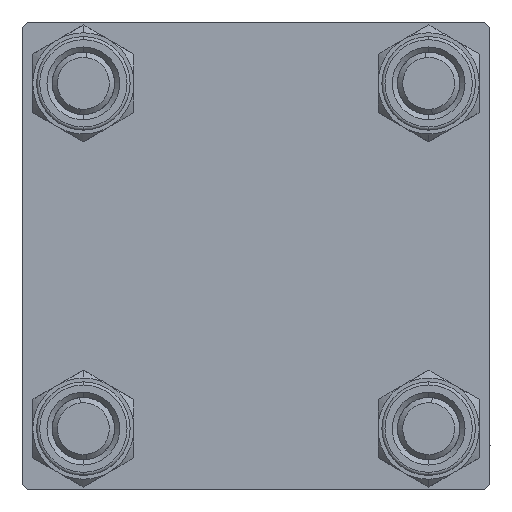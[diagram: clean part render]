
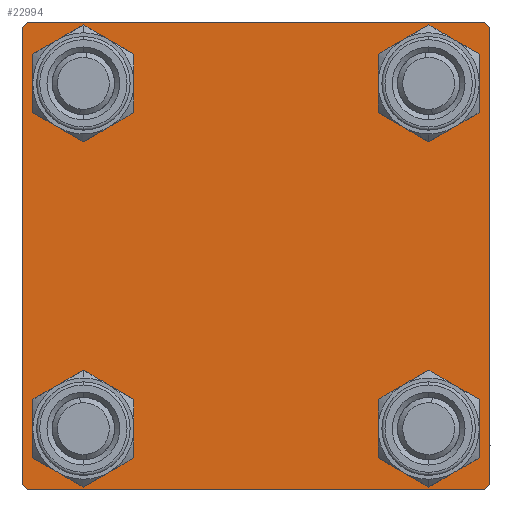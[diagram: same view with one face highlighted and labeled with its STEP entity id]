
A CAD part, left-side view. The second image highlights one B-rep face of the part: STEP entity #22994.
In plain terms, the highlighted planar face has unit normal (-1, 0, 0).
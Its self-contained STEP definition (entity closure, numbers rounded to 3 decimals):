
#704 = EDGE_LOOP ( 'NONE', ( #27444, #29182 ) ) ;
#928 = DIRECTION ( 'NONE',  ( 0., 0.707, -0.707 ) ) ;
#992 = CARTESIAN_POINT ( 'NONE',  ( 0., -22.5, 22.5 ) ) ;
#1114 = CIRCLE ( 'NONE', #28884, 3.5 ) ;
#1545 = CARTESIAN_POINT ( 'NONE',  ( 0., 22.5, 22. ) ) ;
#2016 = VERTEX_POINT ( 'NONE', #46791 ) ;
#2786 = FACE_BOUND ( 'NONE', #704, .T. ) ;
#2853 = EDGE_LOOP ( 'NONE', ( #41322, #27110 ) ) ;
#2886 = EDGE_CURVE ( 'NONE', #6555, #13410, #20675, .T. ) ;
#3728 = EDGE_CURVE ( 'NONE', #10209, #31079, #1114, .T. ) ;
#4375 = CARTESIAN_POINT ( 'NONE',  ( 0., -16.6, -20.1 ) ) ;
#4575 = DIRECTION ( 'NONE',  ( 0., 0., 1. ) ) ;
#4633 = DIRECTION ( 'NONE',  ( 0., 0., 1. ) ) ;
#5644 = CARTESIAN_POINT ( 'NONE',  ( 0., -22.5, -22. ) ) ;
#5719 = EDGE_CURVE ( 'NONE', #25630, #2016, #41430, .T. ) ;
#6401 = CARTESIAN_POINT ( 'NONE',  ( 0., -22.25, 22.25 ) ) ;
#6436 = ORIENTED_EDGE ( 'NONE', *, *, #27780, .T. ) ;
#6555 = VERTEX_POINT ( 'NONE', #4375 ) ;
#6911 = ORIENTED_EDGE ( 'NONE', *, *, #25689, .T. ) ;
#7504 = ORIENTED_EDGE ( 'NONE', *, *, #13224, .T. ) ;
#7528 = CARTESIAN_POINT ( 'NONE',  ( 0., 22., 22.5 ) ) ;
#8527 = ORIENTED_EDGE ( 'NONE', *, *, #42144, .T. ) ;
#8534 = DIRECTION ( 'NONE',  ( 0., 0., 1. ) ) ;
#9221 = DIRECTION ( 'NONE',  ( 0., -0.707, 0.707 ) ) ;
#9532 = CARTESIAN_POINT ( 'NONE',  ( 0., 16.6, 20.1 ) ) ;
#9533 = VERTEX_POINT ( 'NONE', #9532 ) ;
#9952 = CIRCLE ( 'NONE', #37717, 3.5 ) ;
#10209 = VERTEX_POINT ( 'NONE', #22599 ) ;
#10328 = VECTOR ( 'NONE', #45954, 1000. ) ;
#10330 = ORIENTED_EDGE ( 'NONE', *, *, #15156, .F. ) ;
#10526 = ORIENTED_EDGE ( 'NONE', *, *, #44166, .T. ) ;
#11750 = DIRECTION ( 'NONE',  ( 1., 0., 0. ) ) ;
#11751 = LINE ( 'NONE', #992, #32780 ) ;
#12021 = CARTESIAN_POINT ( 'NONE',  ( 0., -22.5, 22. ) ) ;
#12730 = EDGE_LOOP ( 'NONE', ( #10526, #6436 ) ) ;
#12783 = CARTESIAN_POINT ( 'NONE',  ( 0., -16.6, -13.1 ) ) ;
#13224 = EDGE_CURVE ( 'NONE', #22077, #39362, #33258, .T. ) ;
#13302 = CARTESIAN_POINT ( 'NONE',  ( 0., -22.25, -22.25 ) ) ;
#13410 = VERTEX_POINT ( 'NONE', #12783 ) ;
#13487 = EDGE_LOOP ( 'NONE', ( #45484, #34101, #31641, #6911, #44987, #7504, #10330, #34979 ) ) ;
#13677 = AXIS2_PLACEMENT_3D ( 'NONE', #46767, #11750, #4575 ) ;
#14368 = AXIS2_PLACEMENT_3D ( 'NONE', #18127, #45732, #18377 ) ;
#15107 = CARTESIAN_POINT ( 'NONE',  ( 0., 16.6, -20.1 ) ) ;
#15134 = CARTESIAN_POINT ( 'NONE',  ( 0., 16.6, -16.6 ) ) ;
#15156 = EDGE_CURVE ( 'NONE', #38621, #39362, #34258, .T. ) ;
#16401 = CARTESIAN_POINT ( 'NONE',  ( 0., -16.6, 16.6 ) ) ;
#16956 = DIRECTION ( 'NONE',  ( 1., 0., 0. ) ) ;
#17124 = VERTEX_POINT ( 'NONE', #15107 ) ;
#18127 = CARTESIAN_POINT ( 'NONE',  ( 0., 0., 0. ) ) ;
#18375 = VECTOR ( 'NONE', #33622, 1000. ) ;
#18377 = DIRECTION ( 'NONE',  ( 0., 0., 1. ) ) ;
#19840 = CIRCLE ( 'NONE', #42667, 3.5 ) ;
#19955 = VERTEX_POINT ( 'NONE', #43668 ) ;
#20675 = CIRCLE ( 'NONE', #40280, 3.5 ) ;
#20963 = VECTOR ( 'NONE', #23250, 1000. ) ;
#21282 = EDGE_CURVE ( 'NONE', #27294, #19955, #41614, .T. ) ;
#21515 = EDGE_CURVE ( 'NONE', #2016, #27294, #45647, .T. ) ;
#21958 = FACE_BOUND ( 'NONE', #2853, .T. ) ;
#22077 = VERTEX_POINT ( 'NONE', #12021 ) ;
#22302 = AXIS2_PLACEMENT_3D ( 'NONE', #36382, #16956, #8534 ) ;
#22371 = CARTESIAN_POINT ( 'NONE',  ( 0., 22.25, -22.25 ) ) ;
#22509 = DIRECTION ( 'NONE',  ( 0., 0.707, 0.707 ) ) ;
#22599 = CARTESIAN_POINT ( 'NONE',  ( 0., -16.6, 13.1 ) ) ;
#22781 = DIRECTION ( 'NONE',  ( 1., 0., 0. ) ) ;
#22897 = AXIS2_PLACEMENT_3D ( 'NONE', #30398, #41917, #33977 ) ;
#22994 = ADVANCED_FACE ( 'NONE', ( #21958, #49056, #42154, #2786, #41391 ), #49561, .T. ) ;
#23250 = DIRECTION ( 'NONE',  ( 0., -1., 0. ) ) ;
#24359 = ORIENTED_EDGE ( 'NONE', *, *, #2886, .T. ) ;
#25051 = DIRECTION ( 'NONE',  ( 1., 0., 0. ) ) ;
#25618 = CARTESIAN_POINT ( 'NONE',  ( 0., 22., -22.5 ) ) ;
#25630 = VERTEX_POINT ( 'NONE', #1545 ) ;
#25689 = EDGE_CURVE ( 'NONE', #19955, #28666, #25781, .T. ) ;
#25781 = LINE ( 'NONE', #13302, #45458 ) ;
#26824 = EDGE_CURVE ( 'NONE', #38621, #25630, #36206, .T. ) ;
#27110 = ORIENTED_EDGE ( 'NONE', *, *, #3728, .T. ) ;
#27129 = DIRECTION ( 'NONE',  ( 1., 0., 0. ) ) ;
#27294 = VERTEX_POINT ( 'NONE', #25618 ) ;
#27444 = ORIENTED_EDGE ( 'NONE', *, *, #30661, .T. ) ;
#27481 = EDGE_LOOP ( 'NONE', ( #8527, #24359 ) ) ;
#27681 = CIRCLE ( 'NONE', #39910, 3.5 ) ;
#27780 = EDGE_CURVE ( 'NONE', #17124, #34387, #35724, .T. ) ;
#28523 = CARTESIAN_POINT ( 'NONE',  ( 0., -22., 22.5 ) ) ;
#28666 = VERTEX_POINT ( 'NONE', #5644 ) ;
#28884 = AXIS2_PLACEMENT_3D ( 'NONE', #16401, #25051, #36073 ) ;
#29182 = ORIENTED_EDGE ( 'NONE', *, *, #38975, .T. ) ;
#29681 = DIRECTION ( 'NONE',  ( 0., 0., 1. ) ) ;
#30398 = CARTESIAN_POINT ( 'NONE',  ( 0., 16.6, 16.6 ) ) ;
#30661 = EDGE_CURVE ( 'NONE', #9533, #48687, #27681, .T. ) ;
#31079 = VERTEX_POINT ( 'NONE', #48425 ) ;
#31641 = ORIENTED_EDGE ( 'NONE', *, *, #21282, .T. ) ;
#31691 = DIRECTION ( 'NONE',  ( 0., 0., 1. ) ) ;
#32363 = CARTESIAN_POINT ( 'NONE',  ( 0., 22.25, 22.25 ) ) ;
#32780 = VECTOR ( 'NONE', #43193, 1000. ) ;
#33258 = LINE ( 'NONE', #6401, #37236 ) ;
#33622 = DIRECTION ( 'NONE',  ( 0., -0.707, -0.707 ) ) ;
#33745 = CARTESIAN_POINT ( 'NONE',  ( 0., 22.5, 22.5 ) ) ;
#33977 = DIRECTION ( 'NONE',  ( 0., 0., 1. ) ) ;
#34101 = ORIENTED_EDGE ( 'NONE', *, *, #21515, .T. ) ;
#34258 = LINE ( 'NONE', #34506, #20963 ) ;
#34387 = VERTEX_POINT ( 'NONE', #35208 ) ;
#34506 = CARTESIAN_POINT ( 'NONE',  ( 0., 22.5, 22.5 ) ) ;
#34979 = ORIENTED_EDGE ( 'NONE', *, *, #26824, .T. ) ;
#35208 = CARTESIAN_POINT ( 'NONE',  ( 0., 16.6, -13.1 ) ) ;
#35724 = CIRCLE ( 'NONE', #13677, 3.5 ) ;
#36073 = DIRECTION ( 'NONE',  ( 0., 0., 1. ) ) ;
#36206 = LINE ( 'NONE', #32363, #47113 ) ;
#36382 = CARTESIAN_POINT ( 'NONE',  ( 0., -16.6, 16.6 ) ) ;
#37236 = VECTOR ( 'NONE', #22509, 1000. ) ;
#37717 = AXIS2_PLACEMENT_3D ( 'NONE', #42221, #22781, #29681 ) ;
#38621 = VERTEX_POINT ( 'NONE', #7528 ) ;
#38975 = EDGE_CURVE ( 'NONE', #48687, #9533, #43347, .T. ) ;
#39138 = CARTESIAN_POINT ( 'NONE',  ( 0., -16.6, -16.6 ) ) ;
#39362 = VERTEX_POINT ( 'NONE', #28523 ) ;
#39910 = AXIS2_PLACEMENT_3D ( 'NONE', #45778, #41943, #31691 ) ;
#40280 = AXIS2_PLACEMENT_3D ( 'NONE', #39138, #50125, #46301 ) ;
#41009 = EDGE_CURVE ( 'NONE', #22077, #28666, #11751, .T. ) ;
#41322 = ORIENTED_EDGE ( 'NONE', *, *, #44824, .T. ) ;
#41391 = FACE_OUTER_BOUND ( 'NONE', #13487, .T. ) ;
#41430 = LINE ( 'NONE', #33745, #43637 ) ;
#41614 = LINE ( 'NONE', #50288, #10328 ) ;
#41905 = CIRCLE ( 'NONE', #22302, 3.5 ) ;
#41917 = DIRECTION ( 'NONE',  ( 1., 0., 0. ) ) ;
#41943 = DIRECTION ( 'NONE',  ( 1., 0., 0. ) ) ;
#42144 = EDGE_CURVE ( 'NONE', #13410, #6555, #9952, .T. ) ;
#42154 = FACE_BOUND ( 'NONE', #12730, .T. ) ;
#42221 = CARTESIAN_POINT ( 'NONE',  ( 0., -16.6, -16.6 ) ) ;
#42667 = AXIS2_PLACEMENT_3D ( 'NONE', #15134, #27129, #4633 ) ;
#43193 = DIRECTION ( 'NONE',  ( 0., 0., -1. ) ) ;
#43347 = CIRCLE ( 'NONE', #22897, 3.5 ) ;
#43637 = VECTOR ( 'NONE', #49856, 1000. ) ;
#43668 = CARTESIAN_POINT ( 'NONE',  ( 0., -22., -22.5 ) ) ;
#44166 = EDGE_CURVE ( 'NONE', #34387, #17124, #19840, .T. ) ;
#44824 = EDGE_CURVE ( 'NONE', #31079, #10209, #41905, .T. ) ;
#44987 = ORIENTED_EDGE ( 'NONE', *, *, #41009, .F. ) ;
#45458 = VECTOR ( 'NONE', #9221, 1000. ) ;
#45484 = ORIENTED_EDGE ( 'NONE', *, *, #5719, .T. ) ;
#45647 = LINE ( 'NONE', #22371, #18375 ) ;
#45732 = DIRECTION ( 'NONE',  ( -1., 0., 0. ) ) ;
#45778 = CARTESIAN_POINT ( 'NONE',  ( 0., 16.6, 16.6 ) ) ;
#45954 = DIRECTION ( 'NONE',  ( 0., -1., 0. ) ) ;
#46301 = DIRECTION ( 'NONE',  ( 0., 0., 1. ) ) ;
#46767 = CARTESIAN_POINT ( 'NONE',  ( 0., 16.6, -16.6 ) ) ;
#46791 = CARTESIAN_POINT ( 'NONE',  ( 0., 22.5, -22. ) ) ;
#47113 = VECTOR ( 'NONE', #928, 1000. ) ;
#47526 = CARTESIAN_POINT ( 'NONE',  ( 0., 16.6, 13.1 ) ) ;
#48425 = CARTESIAN_POINT ( 'NONE',  ( 0., -16.6, 20.1 ) ) ;
#48687 = VERTEX_POINT ( 'NONE', #47526 ) ;
#49056 = FACE_BOUND ( 'NONE', #27481, .T. ) ;
#49561 = PLANE ( 'NONE',  #14368 ) ;
#49856 = DIRECTION ( 'NONE',  ( 0., 0., -1. ) ) ;
#50125 = DIRECTION ( 'NONE',  ( 1., 0., 0. ) ) ;
#50288 = CARTESIAN_POINT ( 'NONE',  ( 0., 22.5, -22.5 ) ) ;
